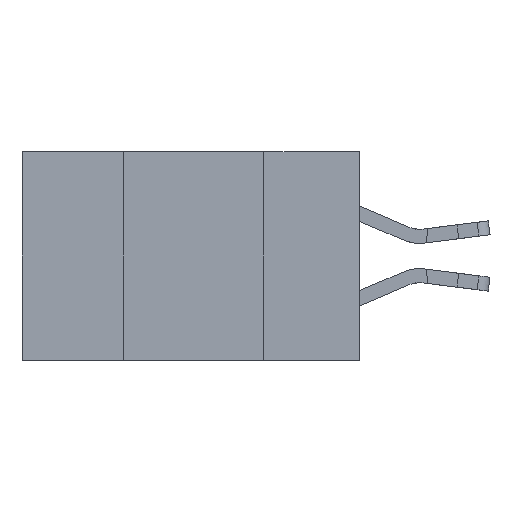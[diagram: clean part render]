
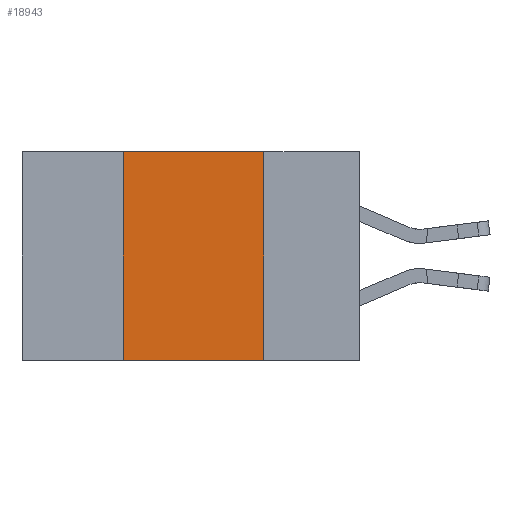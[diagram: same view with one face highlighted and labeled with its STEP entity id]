
A CAD part, left-side view. The second image highlights one B-rep face of the part: STEP entity #18943.
In plain terms, the highlighted planar face has unit normal (-1, 0, 0).
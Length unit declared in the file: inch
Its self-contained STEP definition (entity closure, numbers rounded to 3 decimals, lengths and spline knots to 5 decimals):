
#109 = DIRECTION ( 'NONE',  ( 1., 0., 0. ) ) ;
#157 = DIRECTION ( 'NONE',  ( 0., -1., 0. ) ) ;
#2008 = VERTEX_POINT ( 'NONE', #19346 ) ;
#2267 = CARTESIAN_POINT ( 'NONE',  ( 0., 0.6, 0. ) ) ;
#2308 = EDGE_LOOP ( 'NONE', ( #4345, #26348, #4043, #19117 ) ) ;
#2661 = EDGE_CURVE ( 'NONE', #12720, #8159, #15030, .T. ) ;
#4043 = ORIENTED_EDGE ( 'NONE', *, *, #2661, .F. ) ;
#4345 = ORIENTED_EDGE ( 'NONE', *, *, #21048, .F. ) ;
#4964 = VECTOR ( 'NONE', #6226, 39.37008 ) ;
#4967 = EDGE_CURVE ( 'NONE', #12720, #2008, #27885, .T. ) ;
#6226 = DIRECTION ( 'NONE',  ( 0., -1., 0. ) ) ;
#7282 = VERTEX_POINT ( 'NONE', #20572 ) ;
#8159 = VERTEX_POINT ( 'NONE', #26630 ) ;
#8432 = FACE_OUTER_BOUND ( 'NONE', #2308, .T. ) ;
#8994 = LINE ( 'NONE', #12075, #14840 ) ;
#11224 = PLANE ( 'NONE',  #14647 ) ;
#11273 = CARTESIAN_POINT ( 'NONE',  ( 0., 0.6, 0. ) ) ;
#12075 = CARTESIAN_POINT ( 'NONE',  ( 0., 0.17, 0. ) ) ;
#12618 = CARTESIAN_POINT ( 'NONE',  ( 0., 0.42, 0. ) ) ;
#12720 = VERTEX_POINT ( 'NONE', #21055 ) ;
#14137 = LINE ( 'NONE', #11273, #20525 ) ;
#14647 = AXIS2_PLACEMENT_3D ( 'NONE', #2267, #109, #15621 ) ;
#14840 = VECTOR ( 'NONE', #24871, 39.37008 ) ;
#15030 = LINE ( 'NONE', #12618, #25675 ) ;
#15621 = DIRECTION ( 'NONE',  ( 0., 0., -1. ) ) ;
#18943 = ADVANCED_FACE ( 'NONE', ( #8432 ), #11224, .F. ) ;
#19117 = ORIENTED_EDGE ( 'NONE', *, *, #4967, .T. ) ;
#19346 = CARTESIAN_POINT ( 'NONE',  ( 0., 0.17, -0.37 ) ) ;
#20525 = VECTOR ( 'NONE', #157, 39.37008 ) ;
#20572 = CARTESIAN_POINT ( 'NONE',  ( 0., 0.17, 0. ) ) ;
#21048 = EDGE_CURVE ( 'NONE', #7282, #2008, #8994, .T. ) ;
#21055 = CARTESIAN_POINT ( 'NONE',  ( 0., 0.42, -0.37 ) ) ;
#21411 = CARTESIAN_POINT ( 'NONE',  ( 0., 0.6, -0.37 ) ) ;
#21509 = EDGE_CURVE ( 'NONE', #8159, #7282, #14137, .T. ) ;
#24871 = DIRECTION ( 'NONE',  ( 0., 0., -1. ) ) ;
#25675 = VECTOR ( 'NONE', #27514, 39.37008 ) ;
#26348 = ORIENTED_EDGE ( 'NONE', *, *, #21509, .F. ) ;
#26630 = CARTESIAN_POINT ( 'NONE',  ( 0., 0.42, 0. ) ) ;
#27514 = DIRECTION ( 'NONE',  ( 0., 0., 1. ) ) ;
#27885 = LINE ( 'NONE', #21411, #4964 ) ;
